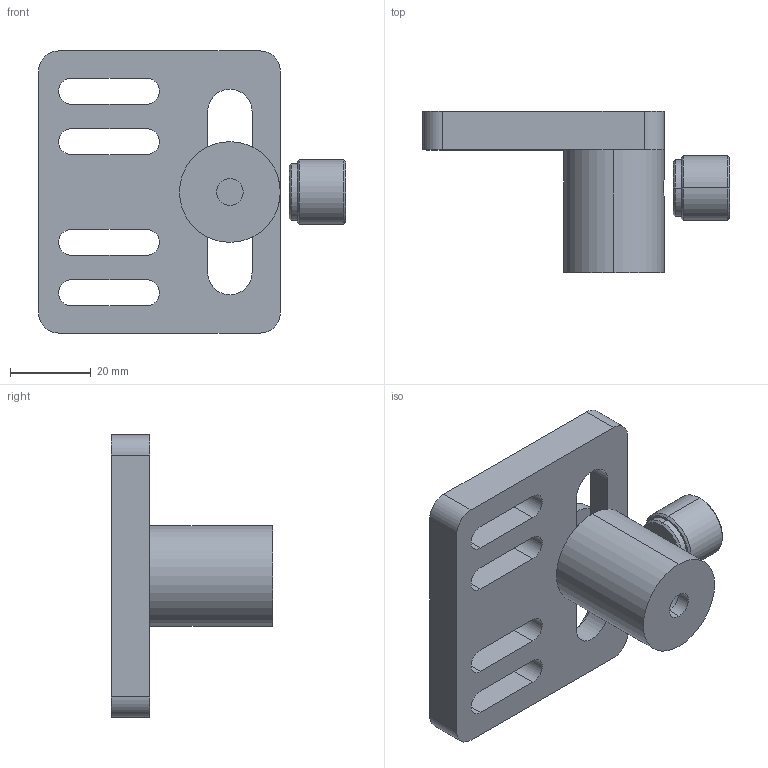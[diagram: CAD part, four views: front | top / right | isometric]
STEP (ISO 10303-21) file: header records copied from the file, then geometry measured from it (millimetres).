
FILE_DESCRIPTION (( 'STEP AP203' ), '1' );
FILE_NAME ('02SDB-8M.STEP', '2016-03-01T02:38:45', ( '' ), ( '' ), 'SwSTEP 2.0', 'SolidWorks 2016', '' );
FILE_SCHEMA (( 'CONFIG_CONTROL_DESIGN' ));
Length unit declared in the file: millimetre
Products named in the file (1): 02SDB-8M
Bounding box: 76.2 x 40 x 70 mm (x, y, z)
Surface area: 18796.7 mm2 (no closed solid volume)
Topology: 0 solids, 5 shells, 83 faces, 390 edges, 318 vertices
Faces by surface type: plane 43, cylinder 34, cone 6
Entity records: 4353 total; most frequent: CARTESIAN_POINT 1090, DIRECTION 680, ORIENTED_EDGE 560, EDGE_CURVE 390, VERTEX_POINT 318, LINE 248, VECTOR 248, AXIS2_PLACEMENT_3D 216
